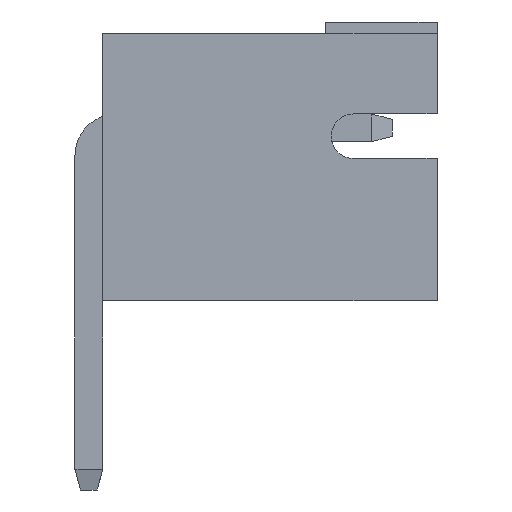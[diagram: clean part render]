
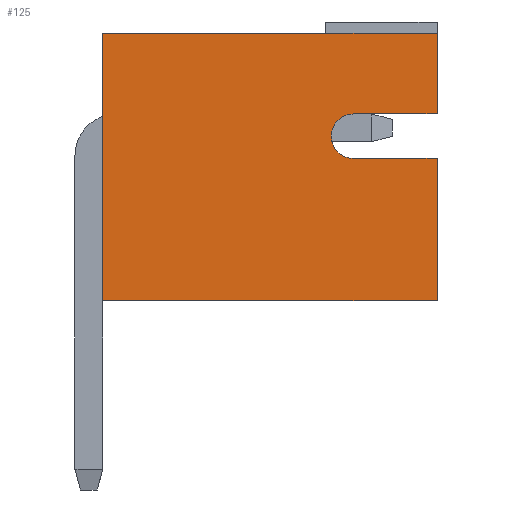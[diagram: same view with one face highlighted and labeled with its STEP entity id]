
A CAD part, left-side view. The second image highlights one B-rep face of the part: STEP entity #125.
In plain terms, the highlighted planar face has unit normal (-1, 0, 0).
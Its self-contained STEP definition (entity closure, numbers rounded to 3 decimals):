
#125=ADVANCED_FACE('',(#1594),#1596,.T.);
#1594=FACE_BOUND('',#1595,.T.);
#1595=EDGE_LOOP('',(#2782,#2783,#2784,#2785,#2786,#2787,#2788,#2789));
#1596=PLANE('',#1597);
#1597=AXIS2_PLACEMENT_3D('',#1598,#1599,#1600);
#1598=CARTESIAN_POINT('',(-1.95,0.,0.));
#1599=DIRECTION('',(-1.,0.,0.));
#1600=DIRECTION('',(0.,0.,1.));
#2782=ORIENTED_EDGE('',*,*,#3623,.T.);
#2783=ORIENTED_EDGE('',*,*,#3575,.T.);
#2784=ORIENTED_EDGE('',*,*,#3617,.T.);
#2785=ORIENTED_EDGE('',*,*,#3624,.T.);
#2786=ORIENTED_EDGE('',*,*,#3625,.T.);
#2787=ORIENTED_EDGE('',*,*,#3626,.T.);
#2788=ORIENTED_EDGE('',*,*,#3627,.T.);
#2789=ORIENTED_EDGE('',*,*,#3628,.T.);
#3575=EDGE_CURVE('',#4010,#4008,#4011,.T.);
#3617=EDGE_CURVE('',#4008,#4088,#4090,.T.);
#3623=EDGE_CURVE('',#4098,#4010,#4099,.F.);
#3624=EDGE_CURVE('',#4088,#4100,#4101,.T.);
#3625=EDGE_CURVE('',#4100,#4102,#4103,.T.);
#3626=EDGE_CURVE('',#4102,#4104,#4105,.T.);
#3627=EDGE_CURVE('',#4104,#4106,#4107,.F.);
#3628=EDGE_CURVE('',#4106,#4098,#4108,.F.);
#4008=VERTEX_POINT('',#4717);
#4010=VERTEX_POINT('',#4721);
#4011=LINE('',#4722,#4723);
#4088=VERTEX_POINT('',#4881);
#4090=LINE('',#4885,#4886);
#4098=VERTEX_POINT('',#4905);
#4099=LINE('',#4906,#4907);
#4100=VERTEX_POINT('',#4909);
#4101=LINE('',#4910,#4911);
#4102=VERTEX_POINT('',#4913);
#4103=LINE('',#4914,#4915);
#4104=VERTEX_POINT('',#4917);
#4105=LINE('',#4918,#4919);
#4106=VERTEX_POINT('',#4921);
#4107=LINE('',#4922,#4923);
#4108=CIRCLE('',#4925,0.4);
#4717=CARTESIAN_POINT('',(-1.95,-6.25,4.8));
#4721=CARTESIAN_POINT('',(-1.95,-6.25,3.35));
#4722=CARTESIAN_POINT('',(-1.95,-6.25,3.35));
#4723=VECTOR('',#4724,1.);
#4724=DIRECTION('',(0.,0.,1.));
#4881=CARTESIAN_POINT('',(-1.95,-0.25,4.8));
#4885=CARTESIAN_POINT('',(-1.95,-6.25,4.8));
#4886=VECTOR('',#4887,1.);
#4887=DIRECTION('',(0.,1.,0.));
#4905=CARTESIAN_POINT('',(-1.95,-4.75,3.35));
#4906=CARTESIAN_POINT('',(-1.95,-6.25,3.35));
#4907=VECTOR('',#4908,1.);
#4908=DIRECTION('',(0.,1.,0.));
#4909=CARTESIAN_POINT('',(-1.95,-0.25,0.));
#4910=CARTESIAN_POINT('',(-1.95,-0.25,4.8));
#4911=VECTOR('',#4912,1.);
#4912=DIRECTION('',(0.,0.,-1.));
#4913=CARTESIAN_POINT('',(-1.95,-6.25,0.));
#4914=CARTESIAN_POINT('',(-1.95,-0.25,0.));
#4915=VECTOR('',#4916,1.);
#4916=DIRECTION('',(0.,-1.,0.));
#4917=CARTESIAN_POINT('',(-1.95,-6.25,2.55));
#4918=CARTESIAN_POINT('',(-1.95,-6.25,0.));
#4919=VECTOR('',#4920,1.);
#4920=DIRECTION('',(0.,0.,1.));
#4921=CARTESIAN_POINT('',(-1.95,-4.75,2.55));
#4922=CARTESIAN_POINT('',(-1.95,-4.75,2.55));
#4923=VECTOR('',#4924,1.);
#4924=DIRECTION('',(0.,-1.,0.));
#4925=AXIS2_PLACEMENT_3D('',#4926,#4927,#4928);
#4926=CARTESIAN_POINT('',(-1.95,-4.75,2.95));
#4927=DIRECTION('',(-1.,0.,0.));
#4928=DIRECTION('',(0.,0.,1.));
